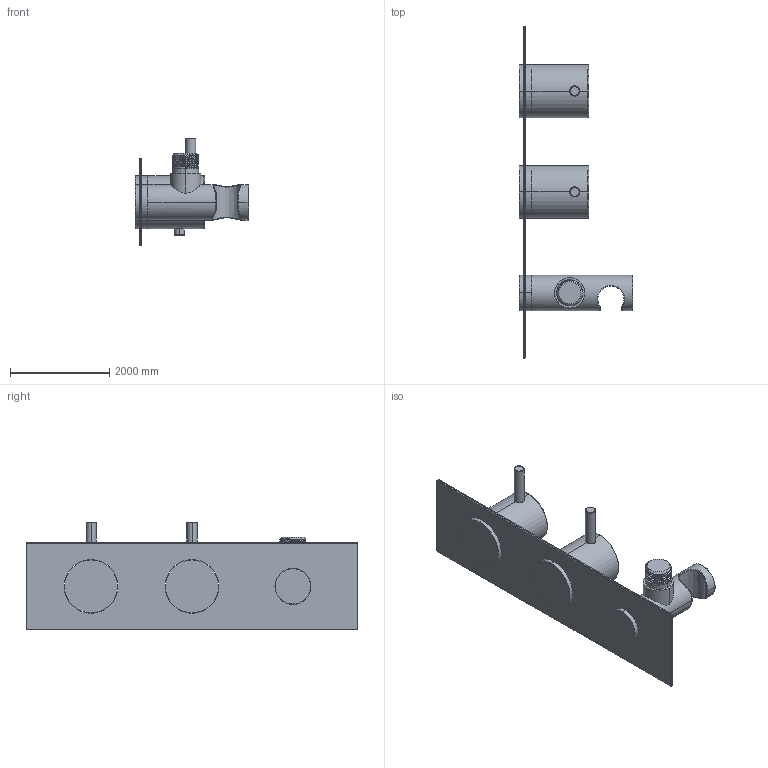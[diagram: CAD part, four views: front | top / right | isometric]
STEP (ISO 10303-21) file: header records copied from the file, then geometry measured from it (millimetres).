
FILE_DESCRIPTION((''),'2;1');
FILE_NAME('5868','2018-07-29T',('MQ'),(''),'PRO/ENGINEER BY PARAMETRIC TECHNOLOGY CORPORATION, 2012130','PRO/ENGINEER BY PARAMETRIC TECHNOLOGY CORPORATION, 2012130','');
FILE_SCHEMA(('CONFIG_CONTROL_DESIGN'));
Length unit declared in the file: inch
Products named in the file (1): 5868
Bounding box: 2286 x 6680.2 x 2171.7 mm (x, y, z)
Volume: 3961377115 mm3; surface area: 41602139.1 mm2
Topology: 4 solids, 4 shells, 122 faces, 274 edges, 165 vertices
Faces by surface type: cylinder 51, torus 22, plane 22, bspline 20, sphere 4, cone 3
Entity records: 5369 total; most frequent: CARTESIAN_POINT 2692, DIRECTION 551, ORIENTED_EDGE 548, EDGE_CURVE 274, AXIS2_PLACEMENT_3D 238, VERTEX_POINT 165, CIRCLE 136, EDGE_LOOP 133
